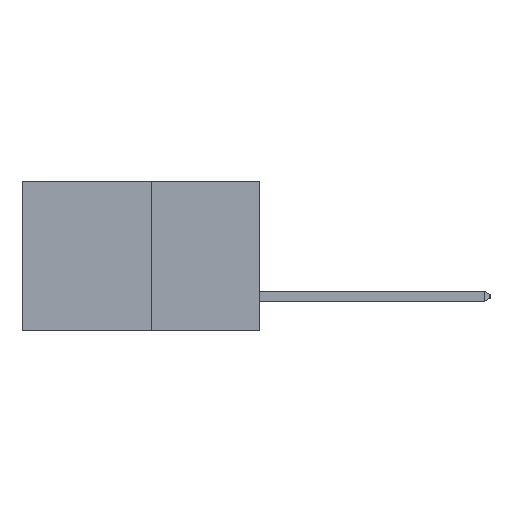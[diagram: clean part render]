
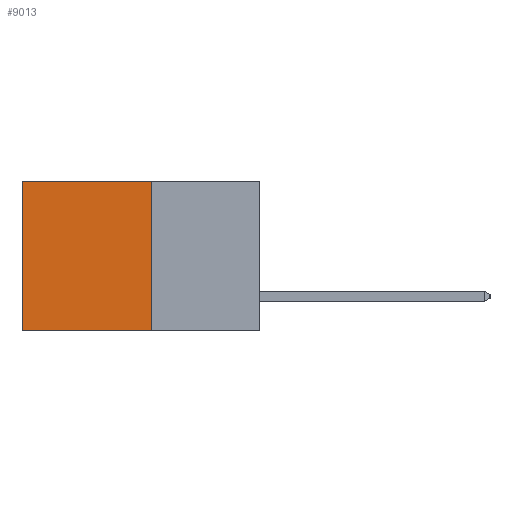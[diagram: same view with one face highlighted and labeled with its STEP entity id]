
A CAD part, left-side view. The second image highlights one B-rep face of the part: STEP entity #9013.
In plain terms, the highlighted planar face has unit normal (-1, 0, 0).
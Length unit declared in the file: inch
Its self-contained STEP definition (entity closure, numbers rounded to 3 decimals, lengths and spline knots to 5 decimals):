
#1590 = CARTESIAN_POINT ( 'NONE',  ( 0.277, 0.27, -0.37 ) ) ;
#1727 = DIRECTION ( 'NONE',  ( 0., 1., 0. ) ) ;
#3256 = CARTESIAN_POINT ( 'NONE',  ( 0.277, 0.27, -0.37 ) ) ;
#4576 = VERTEX_POINT ( 'NONE', #19309 ) ;
#5245 = DIRECTION ( 'NONE',  ( 0., 0., -1. ) ) ;
#6246 = CARTESIAN_POINT ( 'NONE',  ( 0.277, 0.59, -0.37 ) ) ;
#6555 = LINE ( 'NONE', #1590, #11212 ) ;
#6623 = AXIS2_PLACEMENT_3D ( 'NONE', #3256, #17175, #5245 ) ;
#7243 = VERTEX_POINT ( 'NONE', #16197 ) ;
#7247 = VERTEX_POINT ( 'NONE', #12612 ) ;
#7587 = EDGE_CURVE ( 'NONE', #4576, #24486, #24278, .T. ) ;
#9013 = ADVANCED_FACE ( 'NONE', ( #15128 ), #13165, .F. ) ;
#9488 = DIRECTION ( 'NONE',  ( 0., 0., -1. ) ) ;
#9606 = VECTOR ( 'NONE', #1727, 39.37008 ) ;
#11212 = VECTOR ( 'NONE', #9488, 39.37008 ) ;
#12390 = DIRECTION ( 'NONE',  ( 0., 1., 0. ) ) ;
#12612 = CARTESIAN_POINT ( 'NONE',  ( 0.277, 0.27, 0. ) ) ;
#13165 = PLANE ( 'NONE',  #6623 ) ;
#14494 = EDGE_CURVE ( 'NONE', #7247, #7243, #23315, .T. ) ;
#15128 = FACE_OUTER_BOUND ( 'NONE', #17532, .T. ) ;
#15203 = ORIENTED_EDGE ( 'NONE', *, *, #14494, .T. ) ;
#15653 = CARTESIAN_POINT ( 'NONE',  ( 0.277, 0.27, -0.37 ) ) ;
#16197 = CARTESIAN_POINT ( 'NONE',  ( 0.277, 0.59, 0. ) ) ;
#17175 = DIRECTION ( 'NONE',  ( 1., 0., 0. ) ) ;
#17532 = EDGE_LOOP ( 'NONE', ( #23267, #18984, #18346, #15203 ) ) ;
#18346 = ORIENTED_EDGE ( 'NONE', *, *, #19291, .F. ) ;
#18984 = ORIENTED_EDGE ( 'NONE', *, *, #7587, .F. ) ;
#19270 = VECTOR ( 'NONE', #12390, 39.37008 ) ;
#19291 = EDGE_CURVE ( 'NONE', #7247, #4576, #6555, .T. ) ;
#19309 = CARTESIAN_POINT ( 'NONE',  ( 0.277, 0.27, -0.37 ) ) ;
#19812 = VECTOR ( 'NONE', #22167, 39.37008 ) ;
#21807 = EDGE_CURVE ( 'NONE', #7243, #24486, #25730, .T. ) ;
#22167 = DIRECTION ( 'NONE',  ( 0., 0., -1. ) ) ;
#22311 = CARTESIAN_POINT ( 'NONE',  ( 0.277, 0.27, 0. ) ) ;
#23267 = ORIENTED_EDGE ( 'NONE', *, *, #21807, .T. ) ;
#23315 = LINE ( 'NONE', #22311, #19270 ) ;
#23472 = CARTESIAN_POINT ( 'NONE',  ( 0.277, 0.59, -0.37 ) ) ;
#24278 = LINE ( 'NONE', #15653, #9606 ) ;
#24486 = VERTEX_POINT ( 'NONE', #23472 ) ;
#25730 = LINE ( 'NONE', #6246, #19812 ) ;
